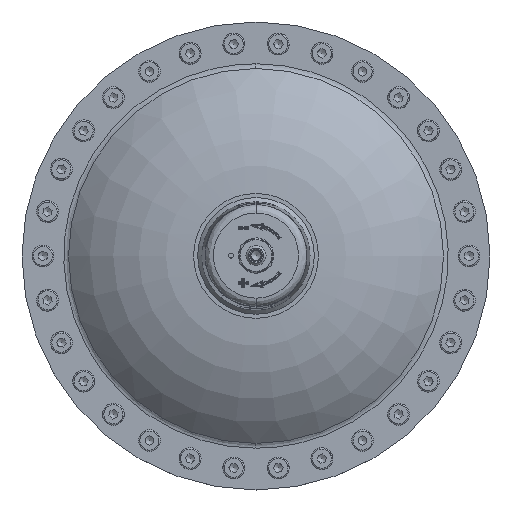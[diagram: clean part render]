
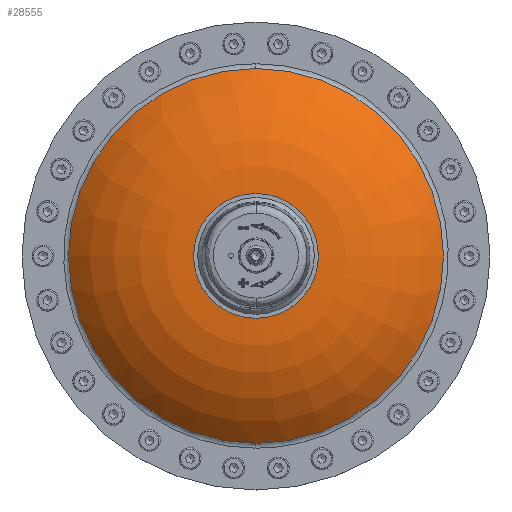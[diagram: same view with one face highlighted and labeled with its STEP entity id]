
A CAD part, top view. The second image highlights one B-rep face of the part: STEP entity #28555.
In plain terms, the highlighted toroidal (fillet/blend) face has major radius 37.355 mm and minor radius 105 mm.
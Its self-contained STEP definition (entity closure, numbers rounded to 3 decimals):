
#11712=CARTESIAN_POINT('',(0.,-114.16,104.902));
#11713=VERTEX_POINT('',#11712);
#11730=CARTESIAN_POINT('',(-112.151,-2.01,104.902));
#11731=VERTEX_POINT('',#11730);
#11732=CARTESIAN_POINT('',(-0.,-2.01,104.902));
#11733=DIRECTION('',(-0.,0.,1.));
#11734=DIRECTION('',(-1.,-0.,-0.));
#11735=AXIS2_PLACEMENT_3D('',#11732,#11733,#11734);
#11736=CIRCLE('',#11735,112.151);
#11737=EDGE_CURVE('NONE',#11731,#11713,#11736,.T.);
#11739=CARTESIAN_POINT('',(0.,110.141,104.902));
#11740=VERTEX_POINT('',#11739);
#11741=CARTESIAN_POINT('',(-0.,-2.01,104.902));
#11742=DIRECTION('',(-0.,0.,1.));
#11743=DIRECTION('',(-1.,-0.,-0.));
#11744=AXIS2_PLACEMENT_3D('',#11741,#11742,#11743);
#11745=CIRCLE('',#11744,112.151);
#11746=EDGE_CURVE('NONE',#11740,#11731,#11745,.T.);
#28504=CARTESIAN_POINT('',(-0.,-2.01,31.21));
#28505=DIRECTION('',(-0.,0.,1.));
#28506=DIRECTION('',(-1.,-0.,-0.));
#28507=AXIS2_PLACEMENT_3D('',#28504,#28505,#28506);
#28508=DEGENERATE_TOROIDAL_SURFACE('',#28507,37.355,105.,.T.);
#28509=CARTESIAN_POINT('',(-37.355,-2.01,136.21));
#28510=VERTEX_POINT('',#28509);
#28511=CARTESIAN_POINT('',(-37.355,-2.01,31.21));
#28512=DIRECTION('',(-0.,-1.,0.));
#28513=DIRECTION('',(-1.,-0.,-0.));
#28514=AXIS2_PLACEMENT_3D('',#28511,#28512,#28513);
#28515=CIRCLE('',#28514,105.);
#28516=EDGE_CURVE('',#28510,#11731,#28515,.T.);
#28517=ORIENTED_EDGE('',*,*,#28516,.T.);
#28518=ORIENTED_EDGE('',*,*,#11737,.T.);
#28519=CARTESIAN_POINT('',(112.151,-2.01,104.902));
#28520=VERTEX_POINT('',#28519);
#28521=CARTESIAN_POINT('',(-0.,-2.01,104.902));
#28522=DIRECTION('',(-0.,0.,1.));
#28523=DIRECTION('',(-1.,-0.,-0.));
#28524=AXIS2_PLACEMENT_3D('',#28521,#28522,#28523);
#28525=CIRCLE('',#28524,112.151);
#28526=EDGE_CURVE('NONE',#11713,#28520,#28525,.T.);
#28527=ORIENTED_EDGE('',*,*,#28526,.T.);
#28528=CARTESIAN_POINT('',(-0.,-2.01,104.902));
#28529=DIRECTION('',(-0.,0.,1.));
#28530=DIRECTION('',(-1.,-0.,-0.));
#28531=AXIS2_PLACEMENT_3D('',#28528,#28529,#28530);
#28532=CIRCLE('',#28531,112.151);
#28533=EDGE_CURVE('NONE',#28520,#11740,#28532,.T.);
#28534=ORIENTED_EDGE('',*,*,#28533,.T.);
#28535=ORIENTED_EDGE('',*,*,#11746,.T.);
#28536=ORIENTED_EDGE('',*,*,#28516,.F.);
#28537=CARTESIAN_POINT('',(37.355,-2.01,136.21));
#28538=VERTEX_POINT('',#28537);
#28539=CARTESIAN_POINT('',(-0.,-2.01,136.21));
#28540=DIRECTION('',(-0.,0.,1.));
#28541=DIRECTION('',(-1.,-0.,-0.));
#28542=AXIS2_PLACEMENT_3D('',#28539,#28540,#28541);
#28543=CIRCLE('',#28542,37.355);
#28544=EDGE_CURVE('NONE',#28538,#28510,#28543,.T.);
#28545=ORIENTED_EDGE('',*,*,#28544,.F.);
#28546=CARTESIAN_POINT('',(-0.,-2.01,136.21));
#28547=DIRECTION('',(-0.,0.,1.));
#28548=DIRECTION('',(-1.,-0.,-0.));
#28549=AXIS2_PLACEMENT_3D('',#28546,#28547,#28548);
#28550=CIRCLE('',#28549,37.355);
#28551=EDGE_CURVE('NONE',#28510,#28538,#28550,.T.);
#28552=ORIENTED_EDGE('',*,*,#28551,.F.);
#28553=EDGE_LOOP('',(#28517,#28518,#28527,#28534,#28535,#28536,#28545,#28552));
#28554=FACE_BOUND('',#28553,.T.);
#28555=ADVANCED_FACE('NONE',(#28554),#28508,.T.);
